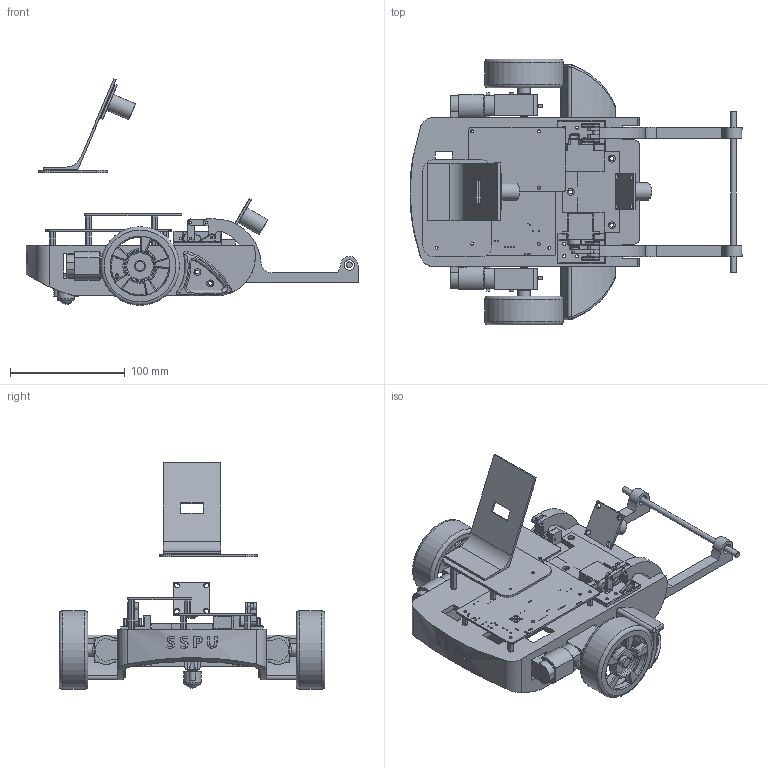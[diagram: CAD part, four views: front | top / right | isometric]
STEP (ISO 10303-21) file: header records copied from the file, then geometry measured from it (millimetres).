
FILE_DESCRIPTION(/* description */ ('','CAx-IF Rec.Pracs.---Representation and Presentation of Product Manufacturing Information (PMI)---4.0---2014-10-13'),/* implementation_level */ '2;1');
FILE_NAME(/* name */ 'my_design v14.step',/* time_stamp */ '2025-03-02T16:37:47+08:00',/* author */ (''),/* organization */ (''),/* preprocessor_version */ 'ST-DEVELOPER v20',/* originating_system */ 'Autodesk Translation Framework v13.20.0.188',/* authorisation */ '');
FILE_SCHEMA (('AP242_MANAGED_MODEL_BASED_3D_ENGINEERING_MIM_LF { 1 0 10303 442 1 1 4 }'));
Products named in the file (26): my_design; 电机; 车轮; 车胎; 电池; STM32板; rdkx3板; 电机 v1(镜像) (1); 车轮 v1(镜像) (1); 车胎 v1(镜像) (1); 12mm铜柱; 26mm铜柱; 遮罩; 万向轮-下; 万向轮-上; _model2; _model2_1; sg90_steering engine_20221009; 从动轴1; 头抓; 主动轴; 摄像头; 零部件23; 遮罩(镜像) (2); 头抓(镜像) (1); 底座
Assembly tree (32 placements, depth 2):
  my_design
    电机
    车轮
    车胎
    电池
    STM32板
    rdkx3板
    12mm铜柱  x6
    电机 v1(镜像) (1)
    车轮 v1(镜像) (1)
    车胎 v1(镜像) (1)
    26mm铜柱  x2
    遮罩
    万向轮-下
    万向轮-上
    _model2
    _model2_1
    sg90_steering engine_20221009
    从动轴1
    头抓
    主动轴
    摄像头  x2
    零部件23
    遮罩(镜像) (2)
    头抓(镜像) (1)
    底座
Bounding box: 289.33 x 231.54 x 197.51 mm (x, y, z)
Volume: 621105.5 mm3; surface area: 275362.2 mm2
Topology: 35 solids, 35 shells, 1812 faces, 4760 edges, 3046 vertices
Faces by surface type: plane 800, cylinder 679, torus 179, bspline 124, sphere 19, cone 11
Full cylindrical faces by diameter (mm): 0.4 x35, 0.5 x2, 0.6 x2, 0.8 x10, 0.813 x12, 0.9 x7, 1.1 x4, 1.4 x2, 1.5 x5, 1.7 x4, 1.9 x7, 2 x8, 2.3 x2, 2.5 x21, 2.6 x2, 2.7 x10, 2.8 x1, 3 x2, 3.1 x6, 3.2 x4, 3.4 x16, 3.9 x2, 4 x2, 4.988 x1, 5.3 x10, 6 x16, 7 x2, 9 x2, 10 x2, 11 x2
Entity records: 61320 total; most frequent: CARTESIAN_POINT 15741, DIRECTION 9328, ORIENTED_EDGE 9176, EDGE_CURVE 4588, AXIS2_PLACEMENT_3D 3385, VERTEX_POINT 2944, LINE 2558, VECTOR 2558
